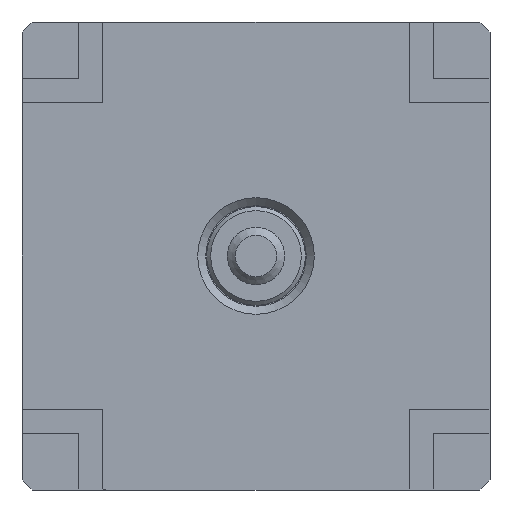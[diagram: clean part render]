
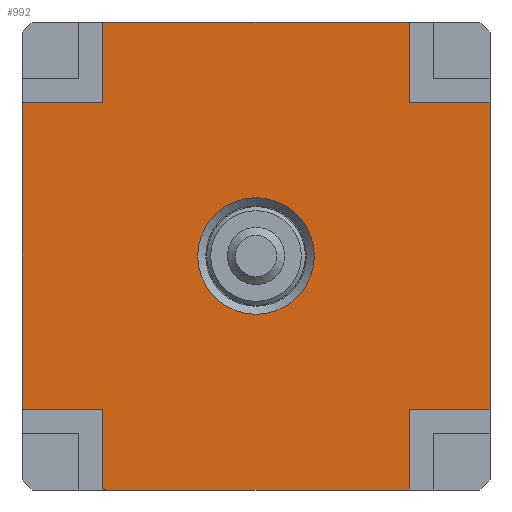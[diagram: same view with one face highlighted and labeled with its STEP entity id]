
A CAD part, front view. The second image highlights one B-rep face of the part: STEP entity #992.
In plain terms, the highlighted planar face has unit normal (0, -1, 0).
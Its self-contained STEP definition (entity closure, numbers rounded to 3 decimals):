
#41=LINE('',#1513,#125);
#53=LINE('',#1549,#137);
#71=LINE('',#1583,#155);
#73=LINE('',#1587,#157);
#76=LINE('',#1593,#160);
#82=LINE('',#1607,#166);
#96=LINE('',#1631,#180);
#99=LINE('',#1643,#183);
#102=LINE('',#1708,#186);
#103=LINE('',#1709,#187);
#104=LINE('',#1710,#188);
#105=LINE('',#1711,#189);
#125=VECTOR('',#1231,1000.);
#137=VECTOR('',#1245,1000.);
#155=VECTOR('',#1273,1000.);
#157=VECTOR('',#1277,1000.);
#160=VECTOR('',#1282,1000.);
#166=VECTOR('',#1290,1000.);
#180=VECTOR('',#1314,1000.);
#183=VECTOR('',#1319,1000.);
#186=VECTOR('',#1400,1000.);
#187=VECTOR('',#1401,1000.);
#188=VECTOR('',#1402,1000.);
#189=VECTOR('',#1403,1000.);
#433=ORIENTED_EDGE('',*,*,#597,.F.);
#434=ORIENTED_EDGE('',*,*,#550,.T.);
#435=ORIENTED_EDGE('',*,*,#574,.F.);
#436=ORIENTED_EDGE('',*,*,#545,.F.);
#437=ORIENTED_EDGE('',*,*,#598,.F.);
#438=ORIENTED_EDGE('',*,*,#527,.T.);
#439=ORIENTED_EDGE('',*,*,#599,.T.);
#440=ORIENTED_EDGE('',*,*,#547,.F.);
#441=ORIENTED_EDGE('',*,*,#570,.T.);
#442=ORIENTED_EDGE('',*,*,#556,.T.);
#443=ORIENTED_EDGE('',*,*,#600,.T.);
#444=ORIENTED_EDGE('',*,*,#513,.F.);
#445=ORIENTED_EDGE('',*,*,#586,.F.);
#513=EDGE_CURVE('',#635,#636,#41,.T.);
#527=EDGE_CURVE('',#647,#646,#53,.T.);
#545=EDGE_CURVE('',#657,#658,#71,.T.);
#547=EDGE_CURVE('',#659,#660,#73,.T.);
#550=EDGE_CURVE('',#661,#662,#76,.T.);
#556=EDGE_CURVE('',#668,#667,#82,.T.);
#570=EDGE_CURVE('',#659,#668,#96,.T.);
#574=EDGE_CURVE('',#658,#662,#99,.T.);
#586=EDGE_CURVE('',#682,#682,#716,.T.);
#597=EDGE_CURVE('',#661,#635,#102,.T.);
#598=EDGE_CURVE('',#647,#657,#103,.T.);
#599=EDGE_CURVE('',#646,#660,#104,.T.);
#600=EDGE_CURVE('',#667,#636,#105,.T.);
#635=VERTEX_POINT('',#1512);
#636=VERTEX_POINT('',#1514);
#646=VERTEX_POINT('',#1548);
#647=VERTEX_POINT('',#1550);
#657=VERTEX_POINT('',#1582);
#658=VERTEX_POINT('',#1584);
#659=VERTEX_POINT('',#1588);
#660=VERTEX_POINT('',#1589);
#661=VERTEX_POINT('',#1594);
#662=VERTEX_POINT('',#1595);
#667=VERTEX_POINT('',#1606);
#668=VERTEX_POINT('',#1608);
#682=VERTEX_POINT('',#1676);
#716=CIRCLE('',#1106,0.72);
#805=EDGE_LOOP('',(#433,#434,#435,#436,#437,#438,#439,#440,#441,#442,#443,
#444));
#806=EDGE_LOOP('',(#445));
#893=FACE_BOUND('',#805,.T.);
#894=FACE_BOUND('',#806,.T.);
#931=PLANE('',#1128);
#992=ADVANCED_FACE('',(#893,#894),#931,.T.);
#1106=AXIS2_PLACEMENT_3D('',#1675,#1354,#1355);
#1128=AXIS2_PLACEMENT_3D('',#1707,#1398,#1399);
#1231=DIRECTION('',(0.,0.,1.));
#1245=DIRECTION('',(0.,0.,1.));
#1273=DIRECTION('',(0.,0.,-1.));
#1277=DIRECTION('',(0.,0.,-1.));
#1282=DIRECTION('',(0.,0.,-1.));
#1290=DIRECTION('',(0.,0.,-1.));
#1314=DIRECTION('',(-1.,0.,0.));
#1319=DIRECTION('',(-1.,0.,0.));
#1354=DIRECTION('',(0.,-1.,0.));
#1355=DIRECTION('',(0.,0.,-1.));
#1398=DIRECTION('',(0.,-1.,0.));
#1399=DIRECTION('',(0.,0.,-1.));
#1400=DIRECTION('',(-1.,0.,0.));
#1401=DIRECTION('',(-1.,0.,0.));
#1402=DIRECTION('',(-1.,0.,0.));
#1403=DIRECTION('',(-1.,0.,0.));
#1512=CARTESIAN_POINT('',(-2.89,3.3,-1.89));
#1513=CARTESIAN_POINT('',(-2.89,3.3,-1.89));
#1514=CARTESIAN_POINT('',(-2.89,3.3,1.89));
#1548=CARTESIAN_POINT('',(2.89,3.3,1.89));
#1549=CARTESIAN_POINT('',(2.89,3.3,-1.89));
#1550=CARTESIAN_POINT('',(2.89,3.3,-1.89));
#1582=CARTESIAN_POINT('',(1.89,3.3,-1.89));
#1583=CARTESIAN_POINT('',(1.89,3.3,2.89));
#1584=CARTESIAN_POINT('',(1.89,3.3,-2.89));
#1587=CARTESIAN_POINT('',(1.89,3.3,2.89));
#1588=CARTESIAN_POINT('',(1.89,3.3,2.89));
#1589=CARTESIAN_POINT('',(1.89,3.3,1.89));
#1593=CARTESIAN_POINT('',(-1.89,3.3,2.89));
#1594=CARTESIAN_POINT('',(-1.89,3.3,-1.89));
#1595=CARTESIAN_POINT('',(-1.89,3.3,-2.89));
#1606=CARTESIAN_POINT('',(-1.89,3.3,1.89));
#1607=CARTESIAN_POINT('',(-1.89,3.3,2.89));
#1608=CARTESIAN_POINT('',(-1.89,3.3,2.89));
#1631=CARTESIAN_POINT('',(1.89,3.3,2.89));
#1643=CARTESIAN_POINT('',(1.89,3.3,-2.89));
#1675=CARTESIAN_POINT('',(0.,3.3,0.));
#1676=CARTESIAN_POINT('',(0.,3.3,-0.72));
#1707=CARTESIAN_POINT('',(1.89,3.3,2.89));
#1708=CARTESIAN_POINT('',(2.89,3.3,-1.89));
#1709=CARTESIAN_POINT('',(2.89,3.3,-1.89));
#1710=CARTESIAN_POINT('',(2.89,3.3,1.89));
#1711=CARTESIAN_POINT('',(2.89,3.3,1.89));
